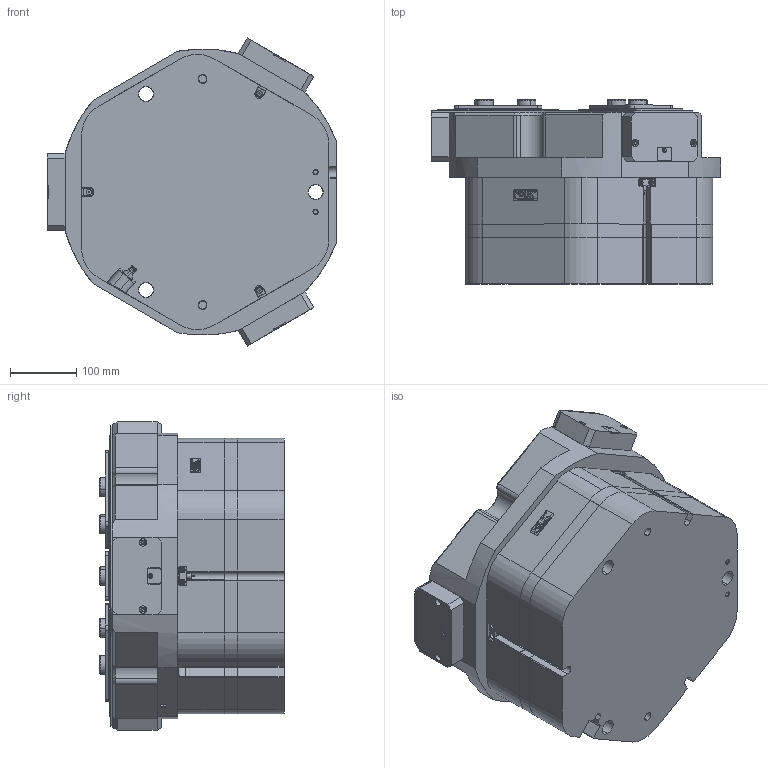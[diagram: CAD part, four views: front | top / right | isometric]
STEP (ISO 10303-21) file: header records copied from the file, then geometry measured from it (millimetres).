
FILE_DESCRIPTION (( 'STEP AP203' ), '1' );
FILE_NAME ('FZ290-430-S-P-NC.STEP', '2024-12-20T08:18:23', ( 'USER-' ), ( 'Microsoft' ), 'SwSTEP 2.0', 'SolidWorks 2018', '' );
FILE_SCHEMA (( 'CONFIG_CONTROL_DESIGN' ));
Length unit declared in the file: millimetre
Products named in the file (18): 42x16-R2.5; ﾏ擎ﾗ28｡ﾁ22｡ﾁ25; 电容传感器; TZT290-430-M-01 褲极; FZ290-430-S; TZT185-292-M-15 耜猾苤裔; 湮酴; FZ290-430-S-P; TR300-15-1晚假蚾輸; TZT290-430-M-11 奻葡裔啣; TZT290-430-M-05 菁裔啣; FZ290-430-S-P-NC; TZT290-430-M-12 耜猾极; TZT290-430-M-NC-05 赻坶菁裔啣; 昹親棠覜羲壽; TZT290-430-S-13 痄雄結啣; TZT290-430-S-02 賑輸1; TZT290-430-S-14 忒硌薊啣
Assembly tree (39 placements, depth 4):
  FZ290-430-S-P-NC
    FZ290-430-S-P
      FZ290-430-S
        TZT290-430-M-01 褲极
        TZT290-430-M-05 菁裔啣
        42x16-R2.5
        湮酴  x3
        电容传感器  x3
        TZT290-430-S-02 賑輸1  x3
        昹親棠覜羲壽  x2
        TR300-15-1晚假蚾輸  x3
      TZT290-430-M-11 奻葡裔啣
      TZT290-430-S-13 痄雄結啣  x3
      TZT290-430-S-14 忒硌薊啣  x3
      TZT290-430-M-12 耜猾极  x3
      ﾏ擎ﾗ28｡ﾁ22｡ﾁ25  x6
      TZT185-292-M-15 耜猾苤裔  x3
    TZT290-430-M-NC-05 赻坶菁裔啣
Bounding box: 436 x 277 x 463.3 mm (x, y, z)
Volume: 33435063.6 mm3; surface area: 1890371 mm2
Topology: 37 solids, 49 shells, 2324 faces, 5978 edges, 3782 vertices
Faces by surface type: plane 1096, cylinder 714, cone 345, bspline 157, torus 12
Entity records: 57974 total; most frequent: CARTESIAN_POINT 15443, ORIENTED_EDGE 8420, DIRECTION 8070, EDGE_CURVE 4210, LINE 2718, VECTOR 2718, VERTEX_POINT 2712, AXIS2_PLACEMENT_3D 2676
